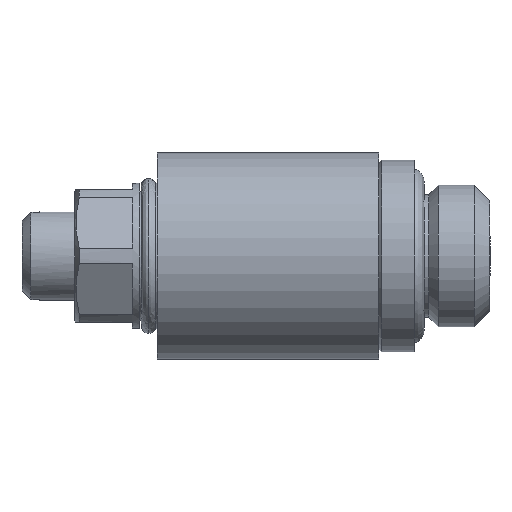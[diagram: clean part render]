
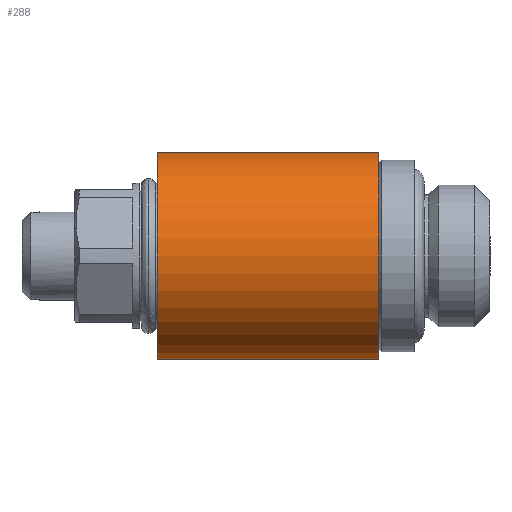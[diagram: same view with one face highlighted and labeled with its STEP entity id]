
A CAD part, left-side view. The second image highlights one B-rep face of the part: STEP entity #288.
In plain terms, the highlighted cylindrical face has radius 7 mm (diameter 14 mm), a full revolution.
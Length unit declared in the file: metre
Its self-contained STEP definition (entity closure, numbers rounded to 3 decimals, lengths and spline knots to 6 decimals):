
#288 = ADVANCED_FACE( 'NONE', ( #592, #593, #594 ), #595, .T. );
#592 = FACE_OUTER_BOUND( '', #1250, .T. );
#593 = FACE_OUTER_BOUND( '', #1251, .T. );
#594 = FACE_BOUND( '', #1252, .T. );
#595 = CYLINDRICAL_SURFACE( '', #1253, 0.007 );
#1250 = EDGE_LOOP( '', ( #1868 ) );
#1251 = EDGE_LOOP( '', ( #1869 ) );
#1252 = EDGE_LOOP( '', ( #1870, #1871 ) );
#1253 = AXIS2_PLACEMENT_3D( '', #1872, #1873, #1874 );
#1868 = ORIENTED_EDGE( '', *, *, #2057, .T. );
#1869 = ORIENTED_EDGE( '', *, *, #2170, .T. );
#1870 = ORIENTED_EDGE( '', *, *, #2137, .T. );
#1871 = ORIENTED_EDGE( '', *, *, #2167, .T. );
#1872 = CARTESIAN_POINT( '', ( 0., 0.030486, 0. ) );
#1873 = DIRECTION( '', ( 0., 1., 0. ) );
#1874 = DIRECTION( '', ( 0., 0., 1. ) );
#2057 = EDGE_CURVE( 'NONE', #2354, #2354, #2355, .T. );
#2137 = EDGE_CURVE( 'NONE', #2471, #2472, #2473, .T. );
#2167 = EDGE_CURVE( 'NONE', #2472, #2471, #2508, .T. );
#2170 = EDGE_CURVE( 'NONE', #2511, #2511, #2512, .T. );
#2354 = VERTEX_POINT( '', #2987 );
#2355 = CIRCLE( '', #2988, 0.007 );
#2471 = VERTEX_POINT( 'NONE', #3177 );
#2472 = VERTEX_POINT( 'NONE', #3178 );
#2473 = B_SPLINE_CURVE_WITH_KNOTS( '', 3, ( #3179, #3180, #3181, #3182, #3183, #3184, #3185, #3186, #3187, #3188, #3189, #3190, #3191, #3192, #3193, #3194, #3195, #3196, #3197, #3198, #3199, #3200, #3201, #3202, #3203, #3204, #3205 ), .UNSPECIFIED., .F., .F., ( 4, 1, 1, 1, 1, 1, 1, 1, 1, 1, 1, 1, 1, 1, 1, 1, 1, 1, 1, 1, 1, 1, 1, 1, 4 ), ( 0., 0.013046, 0.025793, 0.038265, 0.050487, 0.062487, 0.093214, 0.124965, 0.186481, 0.249972, 0.313463, 0.374978, 0.438393, 0.499983, 0.56157, 0.624987, 0.68647, 0.749995, 0.813457, 0.875001, 0.906778, 0.937493, 0.953457, 0.968757, 1. ), .UNSPECIFIED. );
#2508 = B_SPLINE_CURVE_WITH_KNOTS( '', 3, ( #3320, #3321, #3322, #3323, #3324, #3325, #3326, #3327, #3328, #3329, #3330, #3331, #3332, #3333, #3334, #3335, #3336, #3337, #3338, #3339, #3340, #3341, #3342, #3343, #3344, #3345, #3346 ), .UNSPECIFIED., .F., .F., ( 4, 1, 1, 1, 1, 1, 1, 1, 1, 1, 1, 1, 1, 1, 1, 1, 1, 1, 1, 1, 1, 1, 1, 1, 4 ), ( 0., 0.013047, 0.025795, 0.038267, 0.050488, 0.062486, 0.093214, 0.124965, 0.186474, 0.249972, 0.313469, 0.374979, 0.4384, 0.499984, 0.561572, 0.624988, 0.686483, 0.749995, 0.813477, 0.875002, 0.90678, 0.937493, 0.953453, 0.968758, 1. ), .UNSPECIFIED. );
#2511 = VERTEX_POINT( '', #3349 );
#2512 = CIRCLE( '', #3350, 0.007 );
#2987 = CARTESIAN_POINT( '', ( 0., 0.0079, 0.007 ) );
#2988 = AXIS2_PLACEMENT_3D( '', #3485, #3486, #3487 );
#3177 = CARTESIAN_POINT( '', ( 0.005217, 0.016897, 0.004667 ) );
#3178 = CARTESIAN_POINT( '', ( 0.005218, 0.016915, -0.004667 ) );
#3179 = CARTESIAN_POINT( '', ( 0.005217, 0.016897, 0.004667 ) );
#3180 = CARTESIAN_POINT( '', ( 0.005219, 0.016965, 0.004665 ) );
#3181 = CARTESIAN_POINT( '', ( 0.005221, 0.0171, 0.004663 ) );
#3182 = CARTESIAN_POINT( '', ( 0.005231, 0.017299, 0.004651 ) );
#3183 = CARTESIAN_POINT( '', ( 0.005246, 0.017493, 0.004634 ) );
#3184 = CARTESIAN_POINT( '', ( 0.005267, 0.017682, 0.00461 ) );
#3185 = CARTESIAN_POINT( '', ( 0.005307, 0.017962, 0.004564 ) );
#3186 = CARTESIAN_POINT( '', ( 0.005381, 0.018335, 0.004478 ) );
#3187 = CARTESIAN_POINT( '', ( 0.005541, 0.018931, 0.004282 ) );
#3188 = CARTESIAN_POINT( '', ( 0.005795, 0.019637, 0.003941 ) );
#3189 = CARTESIAN_POINT( '', ( 0.006139, 0.020381, 0.003389 ) );
#3190 = CARTESIAN_POINT( '', ( 0.006473, 0.021015, 0.002706 ) );
#3191 = CARTESIAN_POINT( '', ( 0.006759, 0.021505, 0.001895 ) );
#3192 = CARTESIAN_POINT( '', ( 0.006953, 0.021825, 0.000986 ) );
#3193 = CARTESIAN_POINT( '', ( 0.007023, 0.021936, 0.000009 ) );
#3194 = CARTESIAN_POINT( '', ( 0.006955, 0.021829, -0.000967 ) );
#3195 = CARTESIAN_POINT( '', ( 0.006763, 0.021513, -0.001878 ) );
#3196 = CARTESIAN_POINT( '', ( 0.006479, 0.021026, -0.002692 ) );
#3197 = CARTESIAN_POINT( '', ( 0.006146, 0.020394, -0.003377 ) );
#3198 = CARTESIAN_POINT( '', ( 0.005801, 0.019652, -0.003932 ) );
#3199 = CARTESIAN_POINT( '', ( 0.005546, 0.018948, -0.004275 ) );
#3200 = CARTESIAN_POINT( '', ( 0.005385, 0.018352, -0.004473 ) );
#3201 = CARTESIAN_POINT( '', ( 0.005307, 0.01796, -0.004565 ) );
#3202 = CARTESIAN_POINT( '', ( 0.005262, 0.017644, -0.004617 ) );
#3203 = CARTESIAN_POINT( '', ( 0.005227, 0.017321, -0.004656 ) );
#3204 = CARTESIAN_POINT( '', ( 0.005221, 0.017078, -0.004662 ) );
#3205 = CARTESIAN_POINT( '', ( 0.005218, 0.016915, -0.004667 ) );
#3320 = CARTESIAN_POINT( '', ( 0.005218, 0.016915, -0.004667 ) );
#3321 = CARTESIAN_POINT( '', ( 0.005218, 0.016847, -0.004666 ) );
#3322 = CARTESIAN_POINT( '', ( 0.00522, 0.016712, -0.004663 ) );
#3323 = CARTESIAN_POINT( '', ( 0.00523, 0.016513, -0.004652 ) );
#3324 = CARTESIAN_POINT( '', ( 0.005245, 0.016318, -0.004635 ) );
#3325 = CARTESIAN_POINT( '', ( 0.005266, 0.016129, -0.004612 ) );
#3326 = CARTESIAN_POINT( '', ( 0.005306, 0.015848, -0.004566 ) );
#3327 = CARTESIAN_POINT( '', ( 0.005379, 0.015474, -0.004481 ) );
#3328 = CARTESIAN_POINT( '', ( 0.005538, 0.014876, -0.004285 ) );
#3329 = CARTESIAN_POINT( '', ( 0.005792, 0.014169, -0.003945 ) );
#3330 = CARTESIAN_POINT( '', ( 0.006137, 0.013423, -0.003393 ) );
#3331 = CARTESIAN_POINT( '', ( 0.006471, 0.012788, -0.00271 ) );
#3332 = CARTESIAN_POINT( '', ( 0.006758, 0.012296, -0.001898 ) );
#3333 = CARTESIAN_POINT( '', ( 0.006952, 0.011975, -0.000987 ) );
#3334 = CARTESIAN_POINT( '', ( 0.007023, 0.011864, -0.000009 ) );
#3335 = CARTESIAN_POINT( '', ( 0.006955, 0.011971, 0.000969 ) );
#3336 = CARTESIAN_POINT( '', ( 0.006763, 0.012288, 0.001881 ) );
#3337 = CARTESIAN_POINT( '', ( 0.006477, 0.012777, 0.002695 ) );
#3338 = CARTESIAN_POINT( '', ( 0.006143, 0.01341, 0.003381 ) );
#3339 = CARTESIAN_POINT( '', ( 0.005798, 0.014154, 0.003936 ) );
#3340 = CARTESIAN_POINT( '', ( 0.005544, 0.01486, 0.004278 ) );
#3341 = CARTESIAN_POINT( '', ( 0.005383, 0.015457, 0.004476 ) );
#3342 = CARTESIAN_POINT( '', ( 0.005305, 0.01585, 0.004567 ) );
#3343 = CARTESIAN_POINT( '', ( 0.00526, 0.016167, 0.004618 ) );
#3344 = CARTESIAN_POINT( '', ( 0.005226, 0.01649, 0.004657 ) );
#3345 = CARTESIAN_POINT( '', ( 0.005221, 0.016733, 0.004663 ) );
#3346 = CARTESIAN_POINT( '', ( 0.005217, 0.016897, 0.004667 ) );
#3349 = CARTESIAN_POINT( '', ( 0., 0.0229, 0.007 ) );
#3350 = AXIS2_PLACEMENT_3D( '', #3614, #3615, #3616 );
#3485 = CARTESIAN_POINT( '', ( 0., 0.0079, 0. ) );
#3486 = DIRECTION( '', ( 0., 1., 0. ) );
#3487 = DIRECTION( '', ( 0., 0., 1. ) );
#3614 = CARTESIAN_POINT( '', ( 0., 0.0229, 0. ) );
#3615 = DIRECTION( '', ( 0., -1., 0. ) );
#3616 = DIRECTION( '', ( 0., 0., 1. ) );
